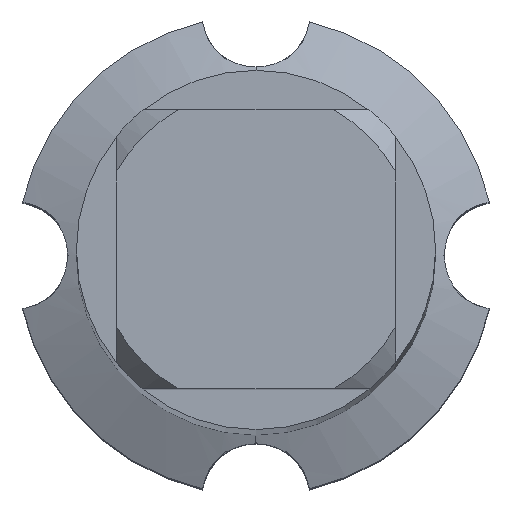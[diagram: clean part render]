
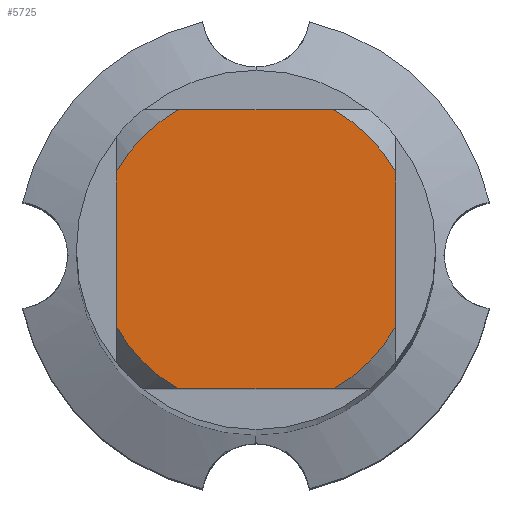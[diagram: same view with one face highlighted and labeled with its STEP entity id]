
A CAD part, top view. The second image highlights one B-rep face of the part: STEP entity #5725.
In plain terms, the highlighted planar face has unit normal (0, 0, 1).
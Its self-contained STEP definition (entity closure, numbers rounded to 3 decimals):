
#2547=VERTEX_POINT('',#6631);
#3065=VERTEX_POINT('',#7194);
#3175=EDGE_CURVE('',#5781,#3927,#7317,.T.);
#3233=EDGE_CURVE('',#3065,#2547,#7378,.T.);
#3707=VERTEX_POINT('',#7889);
#3927=VERTEX_POINT('',#8125);
#4037=VERTEX_POINT('',#8246);
#4107=EDGE_CURVE('',#4037,#2547,#8323,.T.);
#4175=EDGE_CURVE('',#4755,#3927,#8402,.T.);
#4267=EDGE_CURVE('',#5781,#5857,#8502,.T.);
#4689=EDGE_CURVE('',#3065,#5857,#8952,.T.);
#4747=EDGE_CURVE('',#4755,#3707,#9017,.T.);
#4755=VERTEX_POINT('',#9025);
#5227=EDGE_CURVE('',#4037,#3707,#9532,.T.);
#5725=ADVANCED_FACE('',(#10081),#10082,.T.);
#5781=VERTEX_POINT('',#10140);
#5857=VERTEX_POINT('',#10228);
#6631=CARTESIAN_POINT('',(-3.5,-1.936,0.0));
#7194=CARTESIAN_POINT('',(-3.5,1.936,0.0));
#7317=CIRCLE('',#12736,4.0);
#7378=LINE('',#12833,#12834);
#7889=CARTESIAN_POINT('',(1.936,-3.5,0.0));
#8125=CARTESIAN_POINT('',(3.5,1.936,0.0));
#8246=CARTESIAN_POINT('',(-1.936,-3.5,0.0));
#8323=CIRCLE('',#14704,4.0);
#8402=LINE('',#14846,#14847);
#8502=LINE('',#15082,#15083);
#8952=CIRCLE('',#15912,4.0);
#9017=CIRCLE('',#16030,4.0);
#9025=CARTESIAN_POINT('',(3.5,-1.936,0.0));
#9532=LINE('',#17027,#17028);
#10081=FACE_OUTER_BOUND('',#18018,.T.);
#10082=PLANE('',#18019);
#10140=CARTESIAN_POINT('',(1.936,3.5,0.0));
#10228=CARTESIAN_POINT('',(-1.936,3.5,0.0));
#12736=AXIS2_PLACEMENT_3D('',#20191,#20192,#20193);
#12833=CARTESIAN_POINT('',(-3.5,1.0,0.0));
#12834=VECTOR('',#20234,1.0);
#14704=AXIS2_PLACEMENT_3D('',#21237,#21238,#21239);
#14846=CARTESIAN_POINT('',(3.5,1.0,0.0));
#14847=VECTOR('',#21361,1.0);
#15082=CARTESIAN_POINT('',(0.0,3.5,0.0));
#15083=VECTOR('',#21446,1.0);
#15912=AXIS2_PLACEMENT_3D('',#21801,#21802,#21803);
#16030=AXIS2_PLACEMENT_3D('',#21983,#21984,#21985);
#17027=CARTESIAN_POINT('',(0.0,-3.5,0.0));
#17028=VECTOR('',#22448,1.0);
#18018=EDGE_LOOP('',(#23038,#23039,#23040,#23041,#23042,#23043,#23044,#23045));
#18019=AXIS2_PLACEMENT_3D('',#23046,#23047,#23048);
#20191=CARTESIAN_POINT('',(0.0,0.0,0.0));
#20192=DIRECTION('',(0.0,0.0,-1.0));
#20193=DIRECTION('',(0.0,1.0,0.0));
#20234=DIRECTION('',(-0.0,-1.0,0.0));
#21237=CARTESIAN_POINT('',(0.0,0.0,0.0));
#21238=DIRECTION('',(0.0,0.0,-1.0));
#21239=DIRECTION('',(0.0,1.0,0.0));
#21361=DIRECTION('',(-0.0,1.0,0.0));
#21446=DIRECTION('',(-1.0,0.0,0.0));
#21801=CARTESIAN_POINT('',(0.0,0.0,0.0));
#21802=DIRECTION('',(0.0,0.0,-1.0));
#21803=DIRECTION('',(0.0,1.0,0.0));
#21983=CARTESIAN_POINT('',(0.0,0.0,0.0));
#21984=DIRECTION('',(0.0,0.0,-1.0));
#21985=DIRECTION('',(0.0,1.0,0.0));
#22448=DIRECTION('',(1.0,0.0,0.0));
#23038=ORIENTED_EDGE('',*,*,#3233,.T.);
#23039=ORIENTED_EDGE('',*,*,#4107,.F.);
#23040=ORIENTED_EDGE('',*,*,#5227,.T.);
#23041=ORIENTED_EDGE('',*,*,#4747,.F.);
#23042=ORIENTED_EDGE('',*,*,#4175,.T.);
#23043=ORIENTED_EDGE('',*,*,#3175,.F.);
#23044=ORIENTED_EDGE('',*,*,#4267,.T.);
#23045=ORIENTED_EDGE('',*,*,#4689,.F.);
#23046=CARTESIAN_POINT('',(0.0,2.0,0.0));
#23047=DIRECTION('',(-0.0,0.0,1.0));
#23048=DIRECTION('',(0.0,-1.0,0.0));
